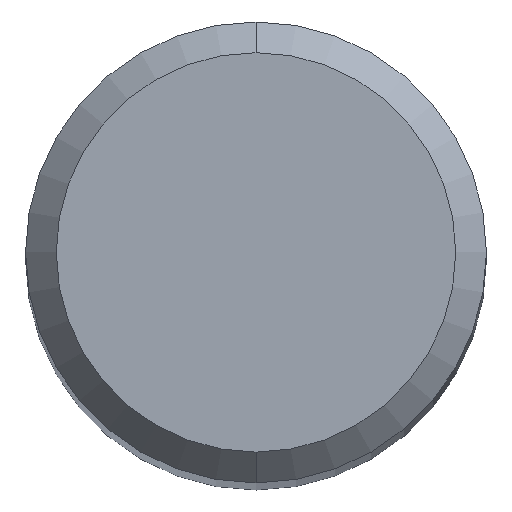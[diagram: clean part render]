
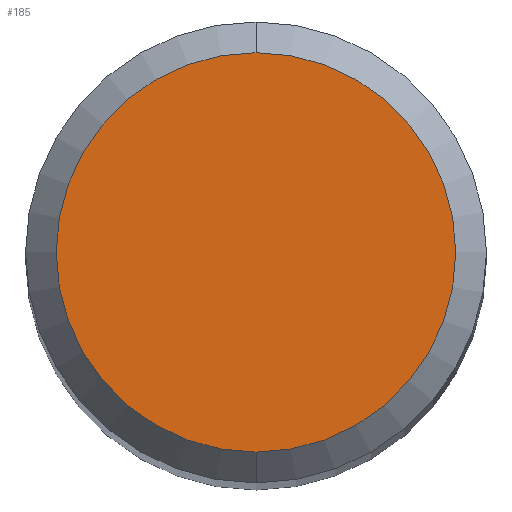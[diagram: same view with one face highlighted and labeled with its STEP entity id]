
A CAD part, top view. The second image highlights one B-rep face of the part: STEP entity #185.
In plain terms, the highlighted planar face has unit normal (0, 0, 1).
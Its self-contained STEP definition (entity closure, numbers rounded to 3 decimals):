
#183=VERTEX_POINT('',#491);
#185=ADVANCED_FACE('',(#493),#494,.T.);
#189=EDGE_CURVE('',#183,#393,#498,.T.);
#335=EDGE_CURVE('',#393,#183,#662,.T.);
#393=VERTEX_POINT('',#724);
#491=CARTESIAN_POINT('',(0.0,2.6,0.0));
#493=FACE_OUTER_BOUND('',#826,.T.);
#494=PLANE('',#827);
#498=CIRCLE('',#834,2.6);
#662=CIRCLE('',#1128,2.6);
#724=CARTESIAN_POINT('',(0.,-2.6,0.0));
#826=EDGE_LOOP('',(#1456,#1457));
#827=AXIS2_PLACEMENT_3D('',#1458,#1459,#1460);
#834=AXIS2_PLACEMENT_3D('',#1462,#1463,#1464);
#1128=AXIS2_PLACEMENT_3D('',#1664,#1665,#1666);
#1456=ORIENTED_EDGE('',*,*,#189,.F.);
#1457=ORIENTED_EDGE('',*,*,#335,.F.);
#1458=CARTESIAN_POINT('',(0.0,1.3,0.0));
#1459=DIRECTION('',(-0.0,0.0,1.0));
#1460=DIRECTION('',(0.0,-1.0,0.0));
#1462=CARTESIAN_POINT('',(0.0,0.0,0.0));
#1463=DIRECTION('',(0.0,0.0,-1.0));
#1464=DIRECTION('',(0.0,1.0,0.0));
#1664=CARTESIAN_POINT('',(0.0,0.0,0.0));
#1665=DIRECTION('',(0.0,0.0,-1.0));
#1666=DIRECTION('',(0.0,1.0,0.0));
